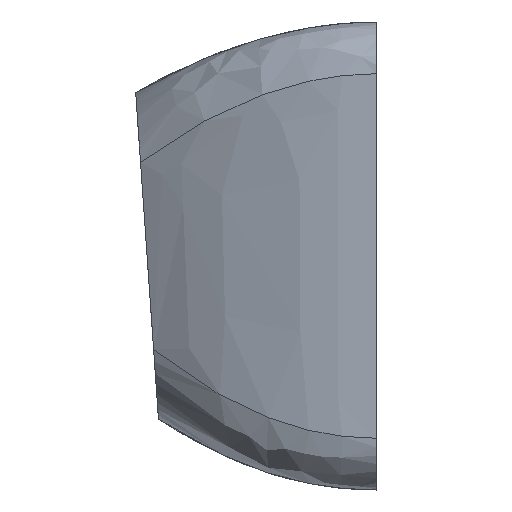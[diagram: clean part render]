
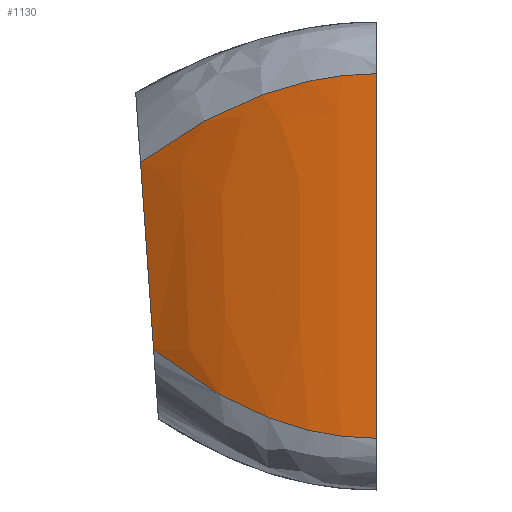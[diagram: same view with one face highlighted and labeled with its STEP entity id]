
A CAD part, left-side view. The second image highlights one B-rep face of the part: STEP entity #1130.
In plain terms, the highlighted free-form (B-spline) face has degree [3, 3] with [4, 4] control points.
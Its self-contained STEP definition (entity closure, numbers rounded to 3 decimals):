
#42=LINE('',#2120,#161);
#46=LINE('',#2137,#165);
#161=VECTOR('',#1274,10.);
#165=VECTOR('',#1288,10.);
#288=B_SPLINE_SURFACE_WITH_KNOTS('',3,3,((#2151,#2152,#2153,#2154),(#2155,
#2156,#2157,#2158),(#2159,#2160,#2161,#2162),(#2163,#2164,#2165,#2166)),
 .UNSPECIFIED.,.F.,.F.,.F.,(4,4),(4,4),(0.,1.),(0.,1.),.UNSPECIFIED.);
#307=FACE_OUTER_BOUND('',#375,.T.);
#375=EDGE_LOOP('',(#805,#806,#807,#808));
#458=B_SPLINE_CURVE_WITH_KNOTS('',3,(#2167,#2168,#2169,#2170),
 .UNSPECIFIED.,.F.,.F.,(4,4),(0.,1.),.UNSPECIFIED.);
#459=B_SPLINE_CURVE_WITH_KNOTS('',3,(#2171,#2172,#2173,#2174),
 .UNSPECIFIED.,.F.,.F.,(4,4),(0.,1.),.UNSPECIFIED.);
#482=VERTEX_POINT('',#2118);
#483=VERTEX_POINT('',#2119);
#490=VERTEX_POINT('',#2135);
#491=VERTEX_POINT('',#2136);
#600=EDGE_CURVE('',#482,#483,#42,.T.);
#608=EDGE_CURVE('',#490,#491,#46,.T.);
#616=EDGE_CURVE('',#491,#483,#458,.T.);
#617=EDGE_CURVE('',#490,#482,#459,.T.);
#805=ORIENTED_EDGE('',*,*,#608,.T.);
#806=ORIENTED_EDGE('',*,*,#616,.T.);
#807=ORIENTED_EDGE('',*,*,#600,.F.);
#808=ORIENTED_EDGE('',*,*,#617,.F.);
#1130=ADVANCED_FACE('',(#307),#288,.T.);
#1274=DIRECTION('',(0.,0.,-1.));
#1288=DIRECTION('',(0.,-0.07,-0.998));
#2118=CARTESIAN_POINT('',(0.,0.,16.1));
#2119=CARTESIAN_POINT('',(0.,0.,2.));
#2120=CARTESIAN_POINT('',(0.,0.,16.1));
#2135=CARTESIAN_POINT('',(2.7,9.12,12.669));
#2136=CARTESIAN_POINT('',(2.7,8.614,5.431));
#2137=CARTESIAN_POINT('',(2.7,9.12,12.669));
#2151=CARTESIAN_POINT('Ctrl Pts',(2.7,9.12,12.669));
#2152=CARTESIAN_POINT('Ctrl Pts',(0.9,6.08,14.956));
#2153=CARTESIAN_POINT('Ctrl Pts',(0.,2.956,
16.1));
#2154=CARTESIAN_POINT('Ctrl Pts',(0.,0.,16.1));
#2155=CARTESIAN_POINT('Ctrl Pts',(2.7,9.022,11.259));
#2156=CARTESIAN_POINT('Ctrl Pts',(0.939,6.014,13.324));
#2157=CARTESIAN_POINT('Ctrl Pts',(0.,2.956,
15.053));
#2158=CARTESIAN_POINT('Ctrl Pts',(0.,0.,15.053));
#2159=CARTESIAN_POINT('Ctrl Pts',(2.7,8.713,6.841));
#2160=CARTESIAN_POINT('Ctrl Pts',(0.939,5.808,4.776));
#2161=CARTESIAN_POINT('Ctrl Pts',(0.,2.956,
3.047));
#2162=CARTESIAN_POINT('Ctrl Pts',(0.,0.,3.047));
#2163=CARTESIAN_POINT('Ctrl Pts',(2.7,8.614,5.431));
#2164=CARTESIAN_POINT('Ctrl Pts',(0.9,5.743,3.144));
#2165=CARTESIAN_POINT('Ctrl Pts',(0.,2.956,
2.));
#2166=CARTESIAN_POINT('Ctrl Pts',(0.,0.,2.));
#2167=CARTESIAN_POINT('Ctrl Pts',(2.7,8.614,5.431));
#2168=CARTESIAN_POINT('Ctrl Pts',(0.9,5.743,3.144));
#2169=CARTESIAN_POINT('Ctrl Pts',(0.,2.956,
2.));
#2170=CARTESIAN_POINT('Ctrl Pts',(0.,0.,2.));
#2171=CARTESIAN_POINT('Ctrl Pts',(2.7,9.12,12.669));
#2172=CARTESIAN_POINT('Ctrl Pts',(0.9,6.08,14.956));
#2173=CARTESIAN_POINT('Ctrl Pts',(0.,2.956,
16.1));
#2174=CARTESIAN_POINT('Ctrl Pts',(0.,0.,
16.1));
